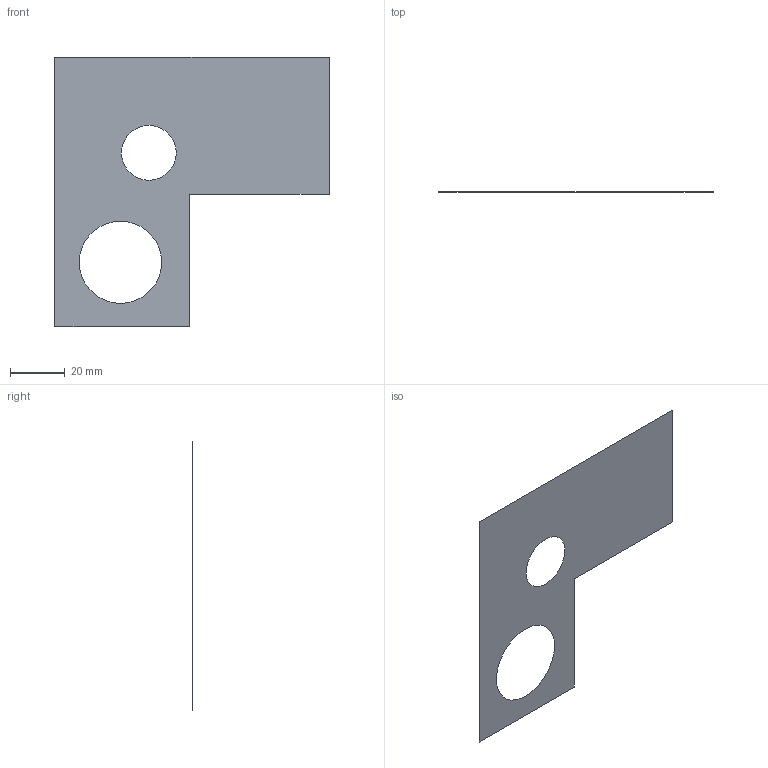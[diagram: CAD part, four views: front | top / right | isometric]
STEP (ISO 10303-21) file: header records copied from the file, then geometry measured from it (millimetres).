
FILE_DESCRIPTION (( 'STEP AP214' ), '1' );
FILE_NAME ('2d.STEP', '2025-12-29T10:33:49', ( '' ), ( '' ), 'SwSTEP 2.0', 'SolidWorks 2025', '' );
FILE_SCHEMA (( 'AUTOMOTIVE_DESIGN' ));
Length unit declared in the file: millimetre
Products named in the file (1): 2d
Bounding box: 100 x 0 x 98.29 mm (x, y, z)
Surface area: 6351.8 mm2 (no closed solid volume)
Topology: 0 solids, 1 shells, 1 faces, 10 edges, 10 vertices
Faces by surface type: plane 1
Entity records: 116 total; most frequent: CARTESIAN_POINT 22, DIRECTION 18, VERTEX_POINT 10, ORIENTED_EDGE 10, EDGE_CURVE 10, AXIS2_PLACEMENT_3D 6, LINE 6, VECTOR 6
